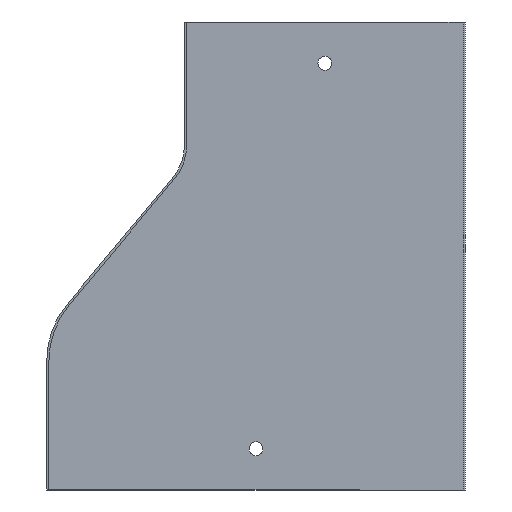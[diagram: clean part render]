
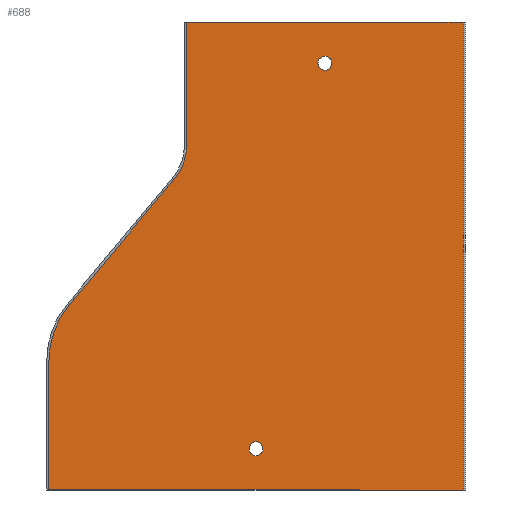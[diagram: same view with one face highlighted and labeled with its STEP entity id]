
A CAD part, front view. The second image highlights one B-rep face of the part: STEP entity #688.
In plain terms, the highlighted planar face has unit normal (0, -1, 0).
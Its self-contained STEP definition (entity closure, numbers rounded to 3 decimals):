
#40 = AXIS2_PLACEMENT_3D ( 'NONE', #225, #91, #217 ) ;
#44 = AXIS2_PLACEMENT_3D ( 'NONE', #164, #194, #125 ) ;
#45 = AXIS2_PLACEMENT_3D ( 'NONE', #93, #160, #159 ) ;
#46 = EDGE_CURVE ( 'NONE', #399, #411, #297, .T. ) ;
#49 = AXIS2_PLACEMENT_3D ( 'NONE', #193, #151, #126 ) ;
#50 = AXIS2_PLACEMENT_3D ( 'NONE', #142, #134, #195 ) ;
#61 = EDGE_CURVE ( 'NONE', #627, #627, #461, .T. ) ;
#63 = EDGE_CURVE ( 'NONE', #411, #385, #469, .T. ) ;
#67 = EDGE_CURVE ( 'NONE', #635, #635, #536, .T. ) ;
#68 = EDGE_CURVE ( 'NONE', #391, #415, #537, .T. ) ;
#77 = CARTESIAN_POINT ( 'NONE',  ( -105.557, 0., -56.898 ) ) ;
#78 = CARTESIAN_POINT ( 'NONE',  ( -0.8, 0., -170. ) ) ;
#79 = DIRECTION ( 'NONE',  ( 0., 0., 1. ) ) ;
#89 = DIRECTION ( 'NONE',  ( 1., 0., 0. ) ) ;
#91 = DIRECTION ( 'NONE',  ( 0., 1., 0. ) ) ;
#93 = CARTESIAN_POINT ( 'NONE',  ( -51., 0., -15. ) ) ;
#94 = CARTESIAN_POINT ( 'NONE',  ( -105.557, 0., -56.898 ) ) ;
#95 = DIRECTION ( 'NONE',  ( -0.64, 0., -0.768 ) ) ;
#99 = CARTESIAN_POINT ( 'NONE',  ( -101.2, 0., -44.863 ) ) ;
#105 = CARTESIAN_POINT ( 'NONE',  ( -0.8, 0., 0. ) ) ;
#111 = DIRECTION ( 'NONE',  ( 0., 0., -1. ) ) ;
#125 = DIRECTION ( 'NONE',  ( 0., 0., 1. ) ) ;
#126 = DIRECTION ( 'NONE',  ( 0., 0., 1. ) ) ;
#130 = PLANE ( 'NONE',  #40 ) ;
#134 = DIRECTION ( 'NONE',  ( 0., 1., 0. ) ) ;
#142 = CARTESIAN_POINT ( 'NONE',  ( -76., 0., -155. ) ) ;
#150 = CARTESIAN_POINT ( 'NONE',  ( -151.2, 0., -122.965 ) ) ;
#151 = DIRECTION ( 'NONE',  ( 0., 1., 0. ) ) ;
#156 = CARTESIAN_POINT ( 'NONE',  ( -151.2, 0., -170. ) ) ;
#157 = CARTESIAN_POINT ( 'NONE',  ( -143.969, 0., -102.991 ) ) ;
#159 = DIRECTION ( 'NONE',  ( 0., 0., 1. ) ) ;
#160 = DIRECTION ( 'NONE',  ( 0., 1., 0. ) ) ;
#163 = CARTESIAN_POINT ( 'NONE',  ( -101.2, 0., 0. ) ) ;
#164 = CARTESIAN_POINT ( 'NONE',  ( -120., 0., -122.965 ) ) ;
#173 = CARTESIAN_POINT ( 'NONE',  ( -151.2, 0., -44.863 ) ) ;
#178 = CARTESIAN_POINT ( 'NONE',  ( -101.2, 0., -44.863 ) ) ;
#187 = CARTESIAN_POINT ( 'NONE',  ( -0.8, 0., -44.863 ) ) ;
#193 = CARTESIAN_POINT ( 'NONE',  ( -120., 0., -44.863 ) ) ;
#194 = DIRECTION ( 'NONE',  ( 0., -1., 0. ) ) ;
#195 = DIRECTION ( 'NONE',  ( 0., 0., 1. ) ) ;
#198 = CARTESIAN_POINT ( 'NONE',  ( -152., 0., -170. ) ) ;
#217 = DIRECTION ( 'NONE',  ( 0., 0., 1. ) ) ;
#225 = CARTESIAN_POINT ( 'NONE',  ( -120., 0., -44.863 ) ) ;
#239 = CARTESIAN_POINT ( 'NONE',  ( -102., 0., 0. ) ) ;
#278 = DIRECTION ( 'NONE',  ( 0., 0., -1. ) ) ;
#290 = DIRECTION ( 'NONE',  ( -1., 0., 0. ) ) ;
#296 = VECTOR ( 'NONE', #278, 1000. ) ;
#297 = LINE ( 'NONE', #99, #296 ) ;
#310 = ORIENTED_EDGE ( 'NONE', *, *, #577, .F. ) ;
#314 = ORIENTED_EDGE ( 'NONE', *, *, #68, .T. ) ;
#315 = ORIENTED_EDGE ( 'NONE', *, *, #560, .F. ) ;
#316 = ORIENTED_EDGE ( 'NONE', *, *, #46, .T. ) ;
#317 = ORIENTED_EDGE ( 'NONE', *, *, #63, .T. ) ;
#318 = ORIENTED_EDGE ( 'NONE', *, *, #559, .T. ) ;
#341 = ORIENTED_EDGE ( 'NONE', *, *, #61, .T. ) ;
#344 = ORIENTED_EDGE ( 'NONE', *, *, #67, .T. ) ;
#364 = EDGE_LOOP ( 'NONE', ( #344 ) ) ;
#366 = EDGE_LOOP ( 'NONE', ( #341 ) ) ;
#367 = EDGE_LOOP ( 'NONE', ( #310, #314, #315, #316, #317, #318, #420, #421 ) ) ;
#385 = VERTEX_POINT ( 'NONE', #77 ) ;
#391 = VERTEX_POINT ( 'NONE', #78 ) ;
#392 = VERTEX_POINT ( 'NONE', #150 ) ;
#399 = VERTEX_POINT ( 'NONE', #163 ) ;
#408 = VERTEX_POINT ( 'NONE', #157 ) ;
#409 = VERTEX_POINT ( 'NONE', #156 ) ;
#411 = VERTEX_POINT ( 'NONE', #178 ) ;
#415 = VERTEX_POINT ( 'NONE', #105 ) ;
#420 = ORIENTED_EDGE ( 'NONE', *, *, #561, .T. ) ;
#421 = ORIENTED_EDGE ( 'NONE', *, *, #562, .T. ) ;
#430 = LINE ( 'NONE', #173, #438 ) ;
#431 = LINE ( 'NONE', #94, #530 ) ;
#437 = CIRCLE ( 'NONE', #44, 31.2 ) ;
#438 = VECTOR ( 'NONE', #111, 1000. ) ;
#461 = CIRCLE ( 'NONE', #50, 2.5 ) ;
#469 = CIRCLE ( 'NONE', #49, 18.8 ) ;
#474 = FACE_BOUND ( 'NONE', #366, .T. ) ;
#505 = LINE ( 'NONE', #198, #508 ) ;
#508 = VECTOR ( 'NONE', #290, 1000. ) ;
#530 = VECTOR ( 'NONE', #95, 1000. ) ;
#531 = VECTOR ( 'NONE', #89, 1000. ) ;
#532 = LINE ( 'NONE', #239, #531 ) ;
#534 = VECTOR ( 'NONE', #79, 1000. ) ;
#536 = CIRCLE ( 'NONE', #45, 2.5 ) ;
#537 = LINE ( 'NONE', #187, #534 ) ;
#556 = FACE_OUTER_BOUND ( 'NONE', #367, .T. ) ;
#557 = FACE_BOUND ( 'NONE', #364, .T. ) ;
#559 = EDGE_CURVE ( 'NONE', #385, #408, #431, .T. ) ;
#560 = EDGE_CURVE ( 'NONE', #399, #415, #532, .T. ) ;
#561 = EDGE_CURVE ( 'NONE', #408, #392, #437, .T. ) ;
#562 = EDGE_CURVE ( 'NONE', #392, #409, #430, .T. ) ;
#577 = EDGE_CURVE ( 'NONE', #391, #409, #505, .T. ) ;
#627 = VERTEX_POINT ( 'NONE', #670 ) ;
#635 = VERTEX_POINT ( 'NONE', #660 ) ;
#660 = CARTESIAN_POINT ( 'NONE',  ( -51., 0., -12.5 ) ) ;
#670 = CARTESIAN_POINT ( 'NONE',  ( -76., 0., -152.5 ) ) ;
#688 = ADVANCED_FACE ( 'NONE', ( #557, #474, #556 ), #130, .F. ) ;
